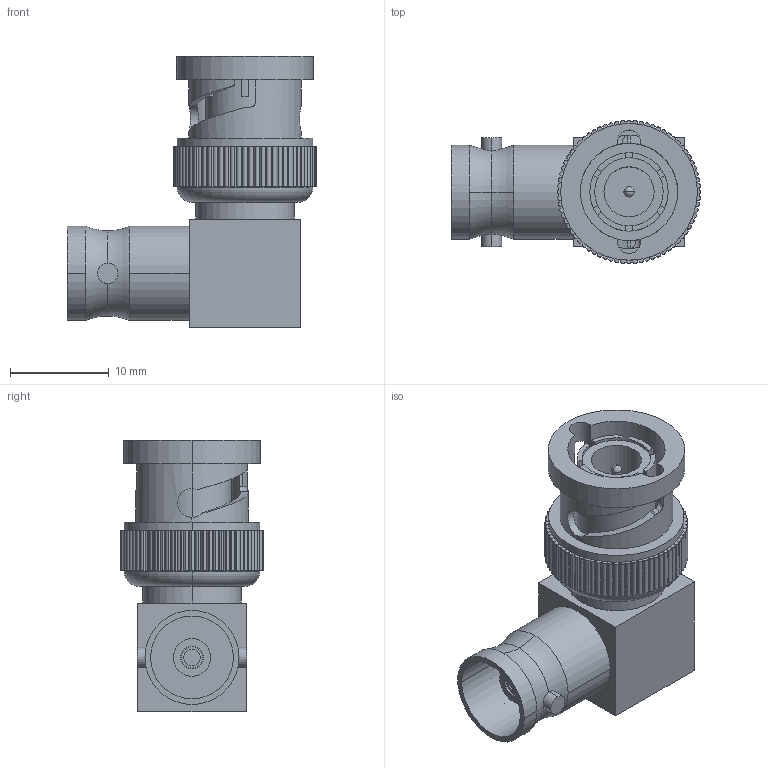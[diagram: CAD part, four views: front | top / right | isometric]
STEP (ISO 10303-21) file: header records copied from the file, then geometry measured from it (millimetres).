
FILE_DESCRIPTION (( 'STEP AP214' ), '1' );
FILE_NAME ('FMAD10068_3D.step', '2025-02-24T20:24:23', ( '' ), ( '' ), 'SwSTEP 2.0', 'SolidWorks 2022', '' );
FILE_SCHEMA (( 'AUTOMOTIVE_DESIGN' ));
Length unit declared in the file: inch
Products named in the file (1): FMAD10068_3D
Bounding box: 25.21 x 14.48 x 27.48 mm (x, y, z)
Volume: 3122.2 mm3; surface area: 3427.9 mm2
Topology: 1 solids, 1 shells, 371 faces, 1054 edges, 695 vertices
Faces by surface type: plane 197, cylinder 158, bspline 8, torus 6, sphere 2
Entity records: 13104 total; most frequent: CARTESIAN_POINT 2743, ORIENTED_EDGE 2100, DIRECTION 2050, EDGE_CURVE 1050, AXIS2_PLACEMENT_3D 698, VERTEX_POINT 693, VECTOR 654, LINE 654
